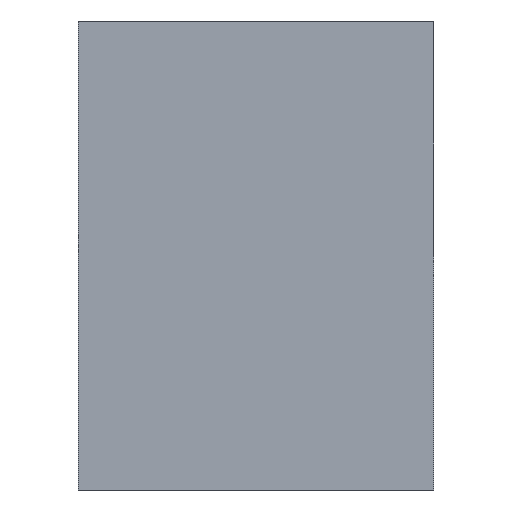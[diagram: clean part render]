
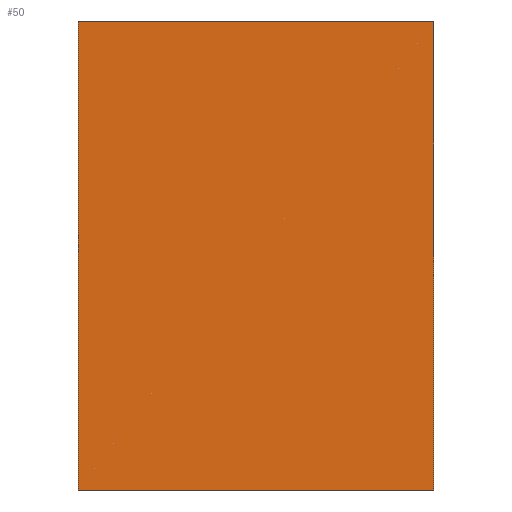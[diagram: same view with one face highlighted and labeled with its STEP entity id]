
A CAD part, left-side view. The second image highlights one B-rep face of the part: STEP entity #50.
In plain terms, the highlighted planar face has unit normal (-1, 0, 0).
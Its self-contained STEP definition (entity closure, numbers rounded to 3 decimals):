
#5 = DIRECTION ( 'NONE',  ( 0., 0., -1. ) ) ;
#9 = CARTESIAN_POINT ( 'NONE',  ( -0.597, 0., -0.379 ) ) ;
#23 = DIRECTION ( 'NONE',  ( 1., 0., 0. ) ) ;
#28 = CARTESIAN_POINT ( 'NONE',  ( -0.597, 0.95, 0.871 ) ) ;
#33 = LINE ( 'NONE', #77, #113 ) ;
#37 = ORIENTED_EDGE ( 'NONE', *, *, #144, .T. ) ;
#41 = CARTESIAN_POINT ( 'NONE',  ( -0.597, 0.95, -0.379 ) ) ;
#45 = CARTESIAN_POINT ( 'NONE',  ( -0.597, 0.95, -0.379 ) ) ;
#46 = ORIENTED_EDGE ( 'NONE', *, *, #192, .F. ) ;
#50 = ADVANCED_FACE ( 'NONE', ( #67 ), #193, .F. ) ;
#63 = ORIENTED_EDGE ( 'NONE', *, *, #126, .F. ) ;
#67 = FACE_OUTER_BOUND ( 'NONE', #170, .T. ) ;
#70 = AXIS2_PLACEMENT_3D ( 'NONE', #163, #23, #5 ) ;
#71 = VERTEX_POINT ( 'NONE', #9 ) ;
#74 = VECTOR ( 'NONE', #194, 1000. ) ;
#77 = CARTESIAN_POINT ( 'NONE',  ( -0.597, 0.95, 0.871 ) ) ;
#85 = VECTOR ( 'NONE', #137, 1000. ) ;
#99 = LINE ( 'NONE', #135, #85 ) ;
#106 = DIRECTION ( 'NONE',  ( 0., -1., 0. ) ) ;
#113 = VECTOR ( 'NONE', #106, 1000. ) ;
#126 = EDGE_CURVE ( 'NONE', #190, #182, #147, .T. ) ;
#129 = EDGE_CURVE ( 'NONE', #71, #151, #99, .T. ) ;
#135 = CARTESIAN_POINT ( 'NONE',  ( -0.597, 0., -0.379 ) ) ;
#136 = DIRECTION ( 'NONE',  ( 0., -1., 0. ) ) ;
#137 = DIRECTION ( 'NONE',  ( 0., 0., 1. ) ) ;
#144 = EDGE_CURVE ( 'NONE', #190, #71, #191, .T. ) ;
#147 = LINE ( 'NONE', #179, #74 ) ;
#150 = CARTESIAN_POINT ( 'NONE',  ( -0.597, 0., 0.871 ) ) ;
#151 = VERTEX_POINT ( 'NONE', #150 ) ;
#163 = CARTESIAN_POINT ( 'NONE',  ( -0.597, 0.95, -0.379 ) ) ;
#170 = EDGE_LOOP ( 'NONE', ( #187, #46, #63, #37 ) ) ;
#179 = CARTESIAN_POINT ( 'NONE',  ( -0.597, 0.95, -0.379 ) ) ;
#182 = VERTEX_POINT ( 'NONE', #28 ) ;
#187 = ORIENTED_EDGE ( 'NONE', *, *, #129, .T. ) ;
#188 = VECTOR ( 'NONE', #136, 1000. ) ;
#190 = VERTEX_POINT ( 'NONE', #45 ) ;
#191 = LINE ( 'NONE', #41, #188 ) ;
#192 = EDGE_CURVE ( 'NONE', #182, #151, #33, .T. ) ;
#193 = PLANE ( 'NONE',  #70 ) ;
#194 = DIRECTION ( 'NONE',  ( 0., 0., 1. ) ) ;
